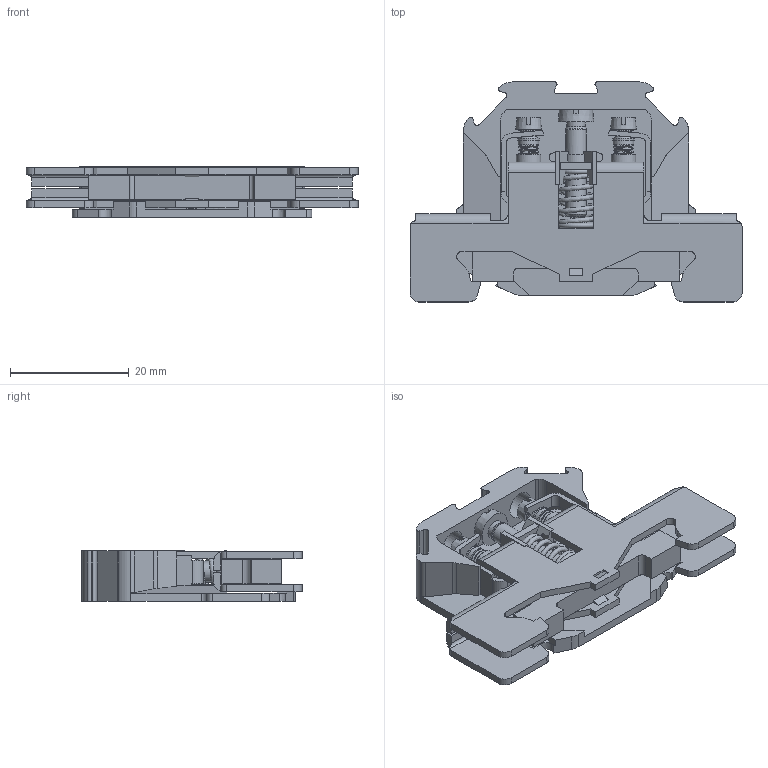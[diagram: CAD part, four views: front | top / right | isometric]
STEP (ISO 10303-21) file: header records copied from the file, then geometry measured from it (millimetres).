
FILE_DESCRIPTION(/* description */ (''),/* implementation_level */ '2;1');
FILE_NAME(/* name */ 'IKE10_ipt.stp',/* time_stamp */ '2017-04-03T11:38:52+02:00',/* author */ ('ahoffmann'),/* organization */ (''),/* preprocessor_version */ 'ST-DEVELOPER v16.1',/* originating_system */ 'Autodesk Inventor 2016',/* authorisation */ '');
FILE_SCHEMA (('AUTOMOTIVE_DESIGN { 1 0 10303 214 3 1 1 }'));
Length unit declared in the file: millimetre
Products named in the file (1): IKE10_ipt
Bounding box: 56 x 37.12 x 8.54 mm (x, y, z)
Volume: 6421.3 mm3; surface area: 9944.6 mm2
Topology: 3 solids, 3 shells, 497 faces, 1475 edges, 975 vertices
Faces by surface type: plane 306, cylinder 159, bspline 12, torus 10, cone 10
Full cylindrical faces by diameter (mm): 2.65 x2, 2.75 x2, 3.175 x1, 3.5 x10, 3.6 x2, 4.15 x2, 4.7 x3
Entity records: 24686 total; most frequent: CARTESIAN_POINT 11705, ORIENTED_EDGE 2808, DIRECTION 2568, EDGE_CURVE 1403, VERTEX_POINT 946, LINE 938, VECTOR 938, AXIS2_PLACEMENT_3D 815
